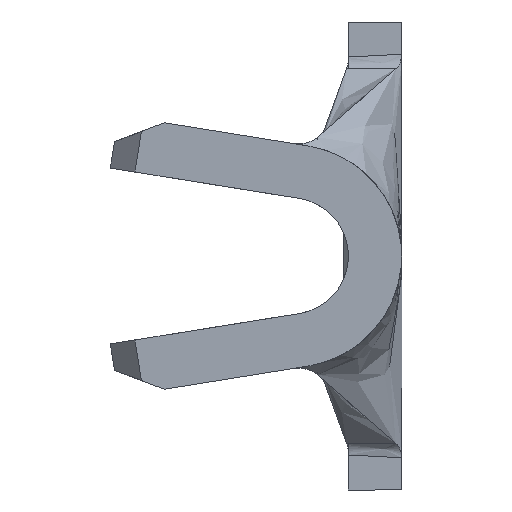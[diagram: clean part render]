
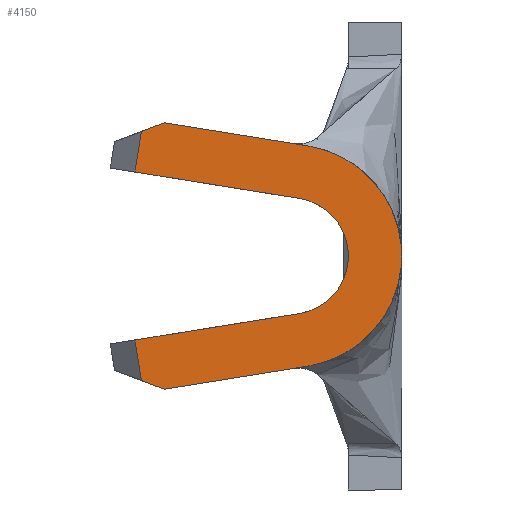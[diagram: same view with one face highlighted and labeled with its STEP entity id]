
A CAD part, left-side view. The second image highlights one B-rep face of the part: STEP entity #4150.
In plain terms, the highlighted planar face has unit normal (-1, 0, 0).
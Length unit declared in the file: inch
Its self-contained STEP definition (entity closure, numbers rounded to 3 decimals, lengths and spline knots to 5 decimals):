
#10 = EDGE_CURVE ( 'NONE', #924, #597, #1694, .T. ) ;
#73 = ORIENTED_EDGE ( 'NONE', *, *, #479, .F. ) ;
#80 = EDGE_CURVE ( 'NONE', #2620, #924, #1257, .T. ) ;
#137 = DIRECTION ( 'NONE',  ( 0., -0.987, -0.159 ) ) ;
#168 = EDGE_CURVE ( 'NONE', #2165, #2017, #461, .T. ) ;
#277 = VECTOR ( 'NONE', #4272, 39.37008 ) ;
#281 = VECTOR ( 'NONE', #2904, 39.37008 ) ;
#293 = AXIS2_PLACEMENT_3D ( 'NONE', #551, #3880, #1065 ) ;
#382 = VECTOR ( 'NONE', #137, 39.37008 ) ;
#421 = EDGE_CURVE ( 'NONE', #4452, #3551, #2313, .T. ) ;
#461 = LINE ( 'NONE', #5253, #281 ) ;
#479 = EDGE_CURVE ( 'NONE', #4831, #4452, #3761, .T. ) ;
#517 = EDGE_CURVE ( 'NONE', #2620, #5698, #6111, .T. ) ;
#549 = EDGE_CURVE ( 'NONE', #2165, #3551, #3170, .T. ) ;
#551 = CARTESIAN_POINT ( 'NONE',  ( -0.125, 0.035, 0. ) ) ;
#597 = VERTEX_POINT ( 'NONE', #3325 ) ;
#617 = EDGE_LOOP ( 'NONE', ( #2966, #1023, #1877, #3924, #3799, #1711, #2171, #73, #1576, #5140 ) ) ;
#638 = CIRCLE ( 'NONE', #3220, 0.067 ) ;
#922 = CARTESIAN_POINT ( 'NONE',  ( -0.125, 0.11056, 0.08 ) ) ;
#924 = VERTEX_POINT ( 'NONE', #922 ) ;
#947 = PLANE ( 'NONE',  #5038 ) ;
#1023 = ORIENTED_EDGE ( 'NONE', *, *, #517, .T. ) ;
#1065 = DIRECTION ( 'NONE',  ( 0., 0., -1. ) ) ;
#1242 = CARTESIAN_POINT ( 'NONE',  ( -0.125, 0.02945, -0.03456 ) ) ;
#1257 = LINE ( 'NONE', #4007, #5943 ) ;
#1262 = VECTOR ( 'NONE', #2767, 39.37008 ) ;
#1295 = CARTESIAN_POINT ( 'NONE',  ( -0.125, 0.02945, 0.03456 ) ) ;
#1576 = ORIENTED_EDGE ( 'NONE', *, *, #4864, .F. ) ;
#1694 = LINE ( 'NONE', #5053, #382 ) ;
#1711 = ORIENTED_EDGE ( 'NONE', *, *, #549, .T. ) ;
#1860 = CARTESIAN_POINT ( 'NONE',  ( -0.125, 0.035, 0. ) ) ;
#1877 = ORIENTED_EDGE ( 'NONE', *, *, #4900, .F. ) ;
#2017 = VERTEX_POINT ( 'NONE', #1242 ) ;
#2151 = VECTOR ( 'NONE', #4925, 39.37008 ) ;
#2165 = VERTEX_POINT ( 'NONE', #2477 ) ;
#2171 = ORIENTED_EDGE ( 'NONE', *, *, #421, .F. ) ;
#2313 = LINE ( 'NONE', #4429, #2151 ) ;
#2352 = DIRECTION ( 'NONE',  ( 0., 0., -1. ) ) ;
#2365 = CARTESIAN_POINT ( 'NONE',  ( -0.125, 0.12565, -0.06622 ) ) ;
#2464 = VERTEX_POINT ( 'NONE', #1295 ) ;
#2477 = CARTESIAN_POINT ( 'NONE',  ( -0.125, 0.12819, -0.05042 ) ) ;
#2620 = VERTEX_POINT ( 'NONE', #4028 ) ;
#2756 = CARTESIAN_POINT ( 'NONE',  ( -0.125, 0.02437, -0.06615 ) ) ;
#2767 = DIRECTION ( 'NONE',  ( 0., 0.987, -0.159 ) ) ;
#2843 = DIRECTION ( 'NONE',  ( 1., 0., 0. ) ) ;
#2904 = DIRECTION ( 'NONE',  ( 0., -0.987, 0.159 ) ) ;
#2966 = ORIENTED_EDGE ( 'NONE', *, *, #80, .F. ) ;
#3082 = DIRECTION ( 'NONE',  ( 0., -0.934, 0.356 ) ) ;
#3170 = LINE ( 'NONE', #2365, #4129 ) ;
#3220 = AXIS2_PLACEMENT_3D ( 'NONE', #1860, #5165, #2352 ) ;
#3229 = CARTESIAN_POINT ( 'NONE',  ( -0.125, 0.02437, -0.06615 ) ) ;
#3325 = CARTESIAN_POINT ( 'NONE',  ( -0.125, 0.02437, 0.06615 ) ) ;
#3479 = CARTESIAN_POINT ( 'NONE',  ( -0.125, 0.11056, -0.08 ) ) ;
#3551 = VERTEX_POINT ( 'NONE', #3996 ) ;
#3708 = CARTESIAN_POINT ( 'NONE',  ( -0.125, 0.12819, 0.05042 ) ) ;
#3755 = FACE_OUTER_BOUND ( 'NONE', #617, .T. ) ;
#3761 = LINE ( 'NONE', #3229, #1262 ) ;
#3788 = CARTESIAN_POINT ( 'NONE',  ( -0.125, 0.02945, 0.03456 ) ) ;
#3799 = ORIENTED_EDGE ( 'NONE', *, *, #168, .F. ) ;
#3880 = DIRECTION ( 'NONE',  ( -1., 0., 0. ) ) ;
#3924 = ORIENTED_EDGE ( 'NONE', *, *, #4698, .F. ) ;
#3996 = CARTESIAN_POINT ( 'NONE',  ( -0.125, 0.12428, -0.07477 ) ) ;
#4007 = CARTESIAN_POINT ( 'NONE',  ( -0.125, 0.14046, 0.0686 ) ) ;
#4028 = CARTESIAN_POINT ( 'NONE',  ( -0.125, 0.12428, 0.07477 ) ) ;
#4121 = LINE ( 'NONE', #3788, #277 ) ;
#4129 = VECTOR ( 'NONE', #4243, 39.37008 ) ;
#4150 = ADVANCED_FACE ( 'NONE', ( #3755 ), #947, .F. ) ;
#4243 = DIRECTION ( 'NONE',  ( 0., -0.159, -0.987 ) ) ;
#4272 = DIRECTION ( 'NONE',  ( 0., 0.987, 0.159 ) ) ;
#4429 = CARTESIAN_POINT ( 'NONE',  ( -0.125, 0.14046, -0.0686 ) ) ;
#4452 = VERTEX_POINT ( 'NONE', #3479 ) ;
#4632 = DIRECTION ( 'NONE',  ( 0., 0.159, -0.987 ) ) ;
#4698 = EDGE_CURVE ( 'NONE', #2017, #2464, #4717, .T. ) ;
#4709 = CARTESIAN_POINT ( 'NONE',  ( -0.125, 0.035, 0. ) ) ;
#4717 = CIRCLE ( 'NONE', #293, 0.035 ) ;
#4831 = VERTEX_POINT ( 'NONE', #2756 ) ;
#4864 = EDGE_CURVE ( 'NONE', #597, #4831, #638, .T. ) ;
#4900 = EDGE_CURVE ( 'NONE', #2464, #5698, #4121, .T. ) ;
#4925 = DIRECTION ( 'NONE',  ( 0., 0.934, 0.356 ) ) ;
#5038 = AXIS2_PLACEMENT_3D ( 'NONE', #4709, #2843, #6109 ) ;
#5053 = CARTESIAN_POINT ( 'NONE',  ( -0.125, 0.02437, 0.06615 ) ) ;
#5140 = ORIENTED_EDGE ( 'NONE', *, *, #10, .F. ) ;
#5165 = DIRECTION ( 'NONE',  ( 1., 0., 0. ) ) ;
#5253 = CARTESIAN_POINT ( 'NONE',  ( -0.125, 0.02945, -0.03456 ) ) ;
#5698 = VERTEX_POINT ( 'NONE', #5953 ) ;
#5811 = VECTOR ( 'NONE', #4632, 39.37008 ) ;
#5943 = VECTOR ( 'NONE', #3082, 39.37008 ) ;
#5953 = CARTESIAN_POINT ( 'NONE',  ( -0.125, 0.12819, 0.05042 ) ) ;
#6109 = DIRECTION ( 'NONE',  ( 0., 0., -1. ) ) ;
#6111 = LINE ( 'NONE', #3708, #5811 ) ;
